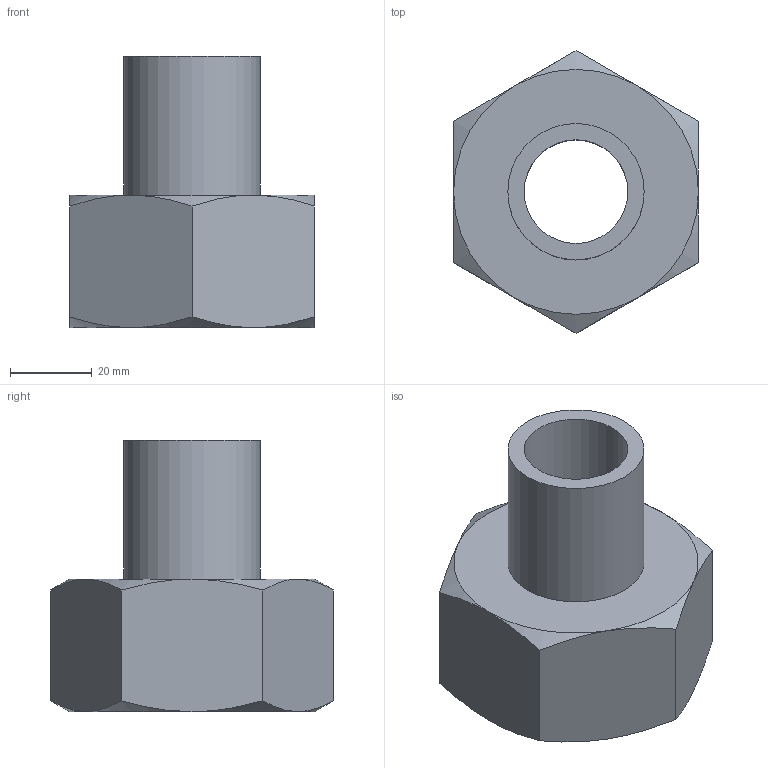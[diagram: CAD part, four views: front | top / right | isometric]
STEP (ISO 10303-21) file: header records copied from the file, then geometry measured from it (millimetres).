
FILE_DESCRIPTION(/* description */ ('STEP AP203'),/* implementation_level */ '2;1');
FILE_NAME(/* name */ 'Welding Cone AKM 38_33.4x4-01',/* time_stamp */ '2025-01-16T08:38:35+01:00',/* author */ ('License CC BY-ND 4.0'),/* organization */ ('CADENAS'),/* preprocessor_version */ 'ST-DEVELOPER v19.3',/* originating_system */ 'PARTsolutions',/* authorisation */ ' ');
FILE_SCHEMA (('CONFIG_CONTROL_DESIGN'));
Length unit declared in the file: millimetre
Products named in the file (1): Schweisskegel AKM 38>33.4x4-01
Bounding box: 60 x 69.28 x 66.5 mm (x, y, z)
Volume: 70765.1 mm3; surface area: 26219.5 mm2
Topology: 1 solids, 1 shells, 32 faces, 63 edges, 38 vertices
Faces by surface type: cone 15, plane 13, cylinder 3, torus 1
Full cylindrical faces by diameter (mm): 25.4 x1, 33.4 x1, 49.835 x1
Entity records: 1056 total; most frequent: CARTESIAN_POINT 205, DIRECTION 122, ORIENTED_EDGE 110, AXIS2_PLACEMENT_3D 58, EDGE_CURVE 55, EDGE_LOOP 46, FACE_BOUND 46, VERTEX_POINT 37
